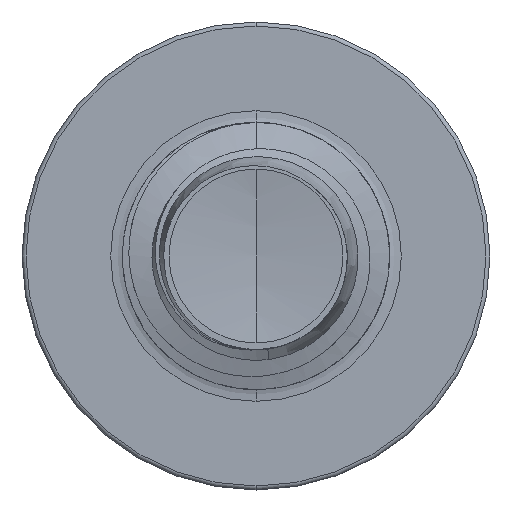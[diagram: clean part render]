
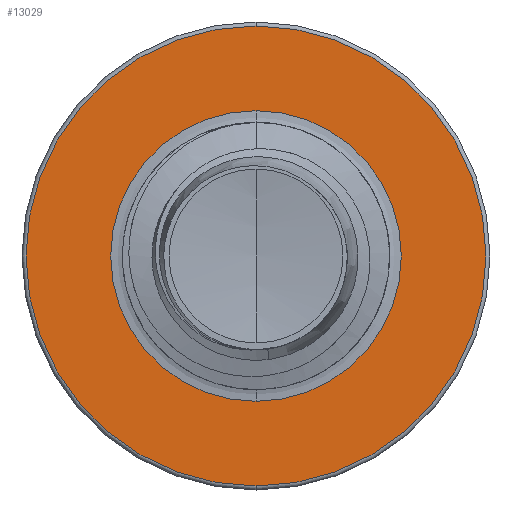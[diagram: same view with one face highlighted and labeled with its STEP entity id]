
A CAD part, front view. The second image highlights one B-rep face of the part: STEP entity #13029.
In plain terms, the highlighted planar face has unit normal (0, -1, 0).
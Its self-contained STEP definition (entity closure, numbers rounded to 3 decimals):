
#519 = VERTEX_POINT ( 'NONE', #8996 ) ;
#711 = AXIS2_PLACEMENT_3D ( 'NONE', #12928, #12925, #12908 ) ;
#1265 = VERTEX_POINT ( 'NONE', #13224 ) ;
#1303 = DIRECTION ( 'NONE',  ( 0., 0., 1. ) ) ;
#1328 = DIRECTION ( 'NONE',  ( 0., 1., 0. ) ) ;
#1356 = CARTESIAN_POINT ( 'NONE',  ( 0., 5.5, 0. ) ) ;
#2202 = DIRECTION ( 'NONE',  ( 0., 0., 1. ) ) ;
#2221 = DIRECTION ( 'NONE',  ( 0., 1., 0. ) ) ;
#2297 = CARTESIAN_POINT ( 'NONE',  ( 0., 5.5, 0. ) ) ;
#2564 = EDGE_LOOP ( 'NONE', ( #7727, #12398 ) ) ;
#2984 = ORIENTED_EDGE ( 'NONE', *, *, #18041, .F. ) ;
#3261 = CARTESIAN_POINT ( 'NONE',  ( 0., 5.5, 2.174 ) ) ;
#3801 = DIRECTION ( 'NONE',  ( 0., 0., 1. ) ) ;
#3812 = DIRECTION ( 'NONE',  ( 0., 0., 1. ) ) ;
#3830 = DIRECTION ( 'NONE',  ( 0., 1., 0. ) ) ;
#3843 = DIRECTION ( 'NONE',  ( 0., 1., 0. ) ) ;
#4047 = FACE_BOUND ( 'NONE', #2564, .T. ) ;
#4177 = AXIS2_PLACEMENT_3D ( 'NONE', #7909, #3830, #3801 ) ;
#6159 = CARTESIAN_POINT ( 'NONE',  ( 0., 5.5, -2.174 ) ) ;
#6352 = EDGE_LOOP ( 'NONE', ( #2984, #10506 ) ) ;
#6577 = CARTESIAN_POINT ( 'NONE',  ( 0., 5.5, -2.174 ) ) ;
#6794 = EDGE_CURVE ( 'NONE', #1265, #519, #17261, .T. ) ;
#7223 = AXIS2_PLACEMENT_3D ( 'NONE', #6577, #3843, #3812 ) ;
#7727 = ORIENTED_EDGE ( 'NONE', *, *, #7898, .T. ) ;
#7896 = PLANE ( 'NONE',  #7223 ) ;
#7898 = EDGE_CURVE ( 'NONE', #17130, #18171, #17561, .T. ) ;
#7909 = CARTESIAN_POINT ( 'NONE',  ( 0., 5.5, 0. ) ) ;
#8172 = FACE_OUTER_BOUND ( 'NONE', #6352, .T. ) ;
#8735 = EDGE_CURVE ( 'NONE', #18171, #17130, #10074, .T. ) ;
#8996 = CARTESIAN_POINT ( 'NONE',  ( 0., 5.5, 3.44 ) ) ;
#10074 = CIRCLE ( 'NONE', #17553, 2.174 ) ;
#10506 = ORIENTED_EDGE ( 'NONE', *, *, #6794, .F. ) ;
#12398 = ORIENTED_EDGE ( 'NONE', *, *, #8735, .T. ) ;
#12908 = DIRECTION ( 'NONE',  ( 0., 0., 1. ) ) ;
#12925 = DIRECTION ( 'NONE',  ( 0., 1., 0. ) ) ;
#12928 = CARTESIAN_POINT ( 'NONE',  ( 0., 5.5, 0. ) ) ;
#13029 = ADVANCED_FACE ( 'NONE', ( #8172, #4047 ), #7896, .F. ) ;
#13224 = CARTESIAN_POINT ( 'NONE',  ( 0., 5.5, -3.44 ) ) ;
#15900 = AXIS2_PLACEMENT_3D ( 'NONE', #1356, #1328, #1303 ) ;
#17130 = VERTEX_POINT ( 'NONE', #3261 ) ;
#17261 = CIRCLE ( 'NONE', #15900, 3.44 ) ;
#17553 = AXIS2_PLACEMENT_3D ( 'NONE', #2297, #2221, #2202 ) ;
#17561 = CIRCLE ( 'NONE', #711, 2.174 ) ;
#17866 = CIRCLE ( 'NONE', #4177, 3.44 ) ;
#18041 = EDGE_CURVE ( 'NONE', #519, #1265, #17866, .T. ) ;
#18171 = VERTEX_POINT ( 'NONE', #6159 ) ;
